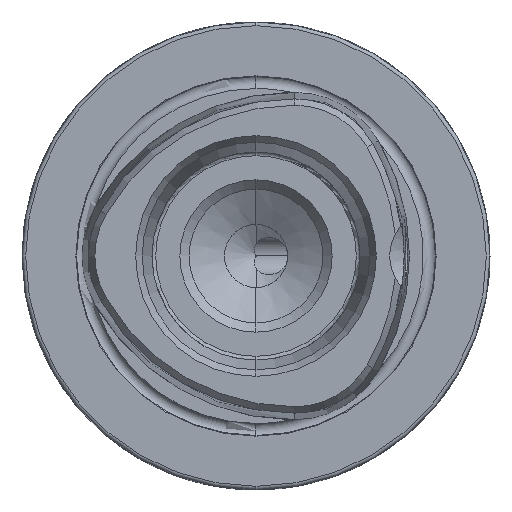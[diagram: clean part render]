
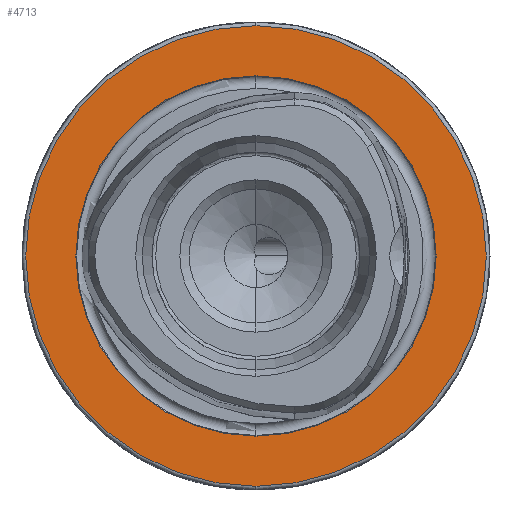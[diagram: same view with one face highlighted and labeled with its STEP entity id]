
A CAD part, left-side view. The second image highlights one B-rep face of the part: STEP entity #4713.
In plain terms, the highlighted planar face has unit normal (-1, 0, 0).
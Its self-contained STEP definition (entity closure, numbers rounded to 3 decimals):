
#248 = CARTESIAN_POINT ( 'NONE',  ( 0., 0., 0. ) ) ;
#249 = DIRECTION ( 'NONE',  ( -1., 0., 0. ) ) ;
#250 = DIRECTION ( 'NONE',  ( 0., 0., 1. ) ) ;
#259 = CARTESIAN_POINT ( 'NONE',  ( 0., 0., 0. ) ) ;
#260 = DIRECTION ( 'NONE',  ( -1., 0., 0. ) ) ;
#261 = DIRECTION ( 'NONE',  ( 0., 0., 1. ) ) ;
#1479 = CIRCLE ( 'NONE', #3389, 24.25 ) ;
#1486 = CIRCLE ( 'NONE', #3392, 31. ) ;
#1861 = CARTESIAN_POINT ( 'NONE',  ( 0., 0., -31. ) ) ;
#1867 = CARTESIAN_POINT ( 'NONE',  ( 0., 0., -24.25 ) ) ;
#1915 = CARTESIAN_POINT ( 'NONE',  ( 0., 0., 24.25 ) ) ;
#1916 = CARTESIAN_POINT ( 'NONE',  ( 0., 0., 31. ) ) ;
#2290 = ORIENTED_EDGE ( 'NONE', *, *, #7807, .F. ) ;
#2291 = ORIENTED_EDGE ( 'NONE', *, *, #4332, .F. ) ;
#2292 = ORIENTED_EDGE ( 'NONE', *, *, #4336, .T. ) ;
#2293 = ORIENTED_EDGE ( 'NONE', *, *, #7806, .T. ) ;
#3389 = AXIS2_PLACEMENT_3D ( 'NONE', #248, #249, #250 ) ;
#3392 = AXIS2_PLACEMENT_3D ( 'NONE', #259, #260, #261 ) ;
#4332 = EDGE_CURVE ( 'NONE', #9015, #9063, #1479, .T. ) ;
#4336 = EDGE_CURVE ( 'NONE', #9064, #9009, #1486, .T. ) ;
#4713 = ADVANCED_FACE ( 'NONE', ( #5910, #5914 ), #10672, .F. ) ;
#5910 = FACE_BOUND ( 'NONE', #10251, .T. ) ;
#5914 = FACE_OUTER_BOUND ( 'NONE', #14453, .T. ) ;
#7341 = CARTESIAN_POINT ( 'NONE',  ( 0., 0., 0. ) ) ;
#7342 = DIRECTION ( 'NONE',  ( -1., 0., 0. ) ) ;
#7343 = DIRECTION ( 'NONE',  ( 0., 0., 1. ) ) ;
#7346 = CARTESIAN_POINT ( 'NONE',  ( 0., 0., 0. ) ) ;
#7347 = DIRECTION ( 'NONE',  ( -1., 0., 0. ) ) ;
#7348 = DIRECTION ( 'NONE',  ( 0., 0., 1. ) ) ;
#7806 = EDGE_CURVE ( 'NONE', #9009, #9064, #11724, .T. ) ;
#7807 = EDGE_CURVE ( 'NONE', #9063, #9015, #11792, .T. ) ;
#9009 = VERTEX_POINT ( 'NONE', #1861 ) ;
#9015 = VERTEX_POINT ( 'NONE', #1867 ) ;
#9063 = VERTEX_POINT ( 'NONE', #1915 ) ;
#9064 = VERTEX_POINT ( 'NONE', #1916 ) ;
#10251 = EDGE_LOOP ( 'NONE', ( #2290, #2291 ) ) ;
#10669 = CARTESIAN_POINT ( 'NONE',  ( 0., 24.25, 0. ) ) ;
#10672 = PLANE ( 'NONE',  #13352 ) ;
#10674 = DIRECTION ( 'NONE',  ( 1., 0., 0. ) ) ;
#10675 = DIRECTION ( 'NONE',  ( 0., 0., -1. ) ) ;
#11724 = CIRCLE ( 'NONE', #13448, 31. ) ;
#11792 = CIRCLE ( 'NONE', #13449, 24.25 ) ;
#13352 = AXIS2_PLACEMENT_3D ( 'NONE', #10669, #10674, #10675 ) ;
#13448 = AXIS2_PLACEMENT_3D ( 'NONE', #7341, #7342, #7343 ) ;
#13449 = AXIS2_PLACEMENT_3D ( 'NONE', #7346, #7347, #7348 ) ;
#14453 = EDGE_LOOP ( 'NONE', ( #2292, #2293 ) ) ;
